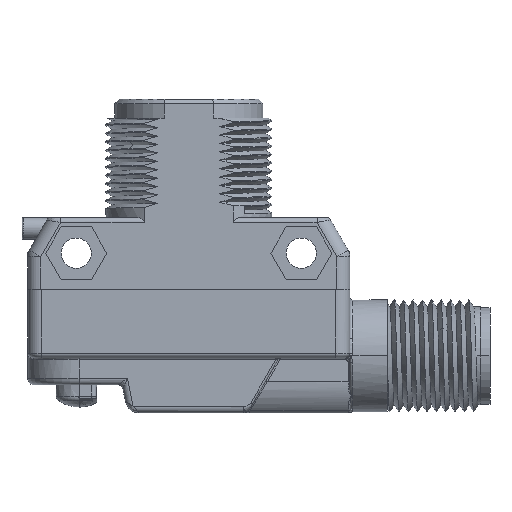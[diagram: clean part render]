
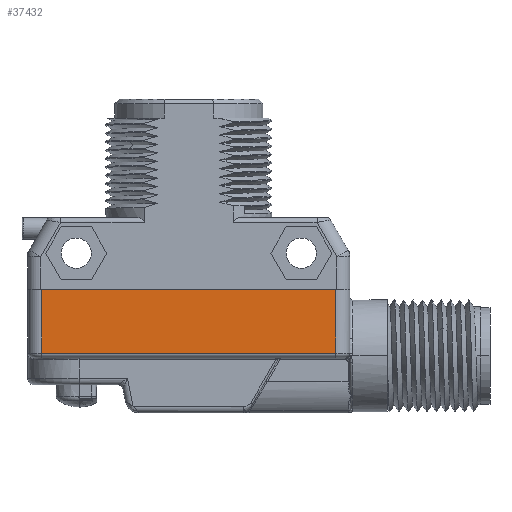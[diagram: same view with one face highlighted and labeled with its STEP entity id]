
A CAD part, left-side view. The second image highlights one B-rep face of the part: STEP entity #37432.
In plain terms, the highlighted planar face has unit normal (-1, 0, 0).
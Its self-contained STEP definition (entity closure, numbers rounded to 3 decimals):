
#31226=DIRECTION('',(0.,1.,0.));
#31227=VECTOR('',#31226,31.5);
#31228=CARTESIAN_POINT('',(-7.5,1.5,0.));
#31229=LINE('',#31228,#31227);
#31266=DIRECTION('',(0.,0.,1.));
#31267=VECTOR('',#31266,6.8);
#31268=CARTESIAN_POINT('',(-7.5,33.,-6.8));
#31269=LINE('',#31268,#31267);
#31279=DIRECTION('',(0.,0.,-1.));
#31280=VECTOR('',#31279,6.8);
#31281=CARTESIAN_POINT('',(-7.5,1.5,0.));
#31282=LINE('',#31281,#31280);
#35293=DIRECTION('',(0.,-1.,0.));
#35294=VECTOR('',#35293,31.5);
#35295=CARTESIAN_POINT('',(-7.5,33.,-6.8));
#35296=LINE('',#35295,#35294);
#35339=CARTESIAN_POINT('',(-7.5,33.,0.));
#35341=VERTEX_POINT('',#35339);
#35346=CARTESIAN_POINT('',(-7.5,1.5,0.));
#35347=VERTEX_POINT('',#35346);
#35422=CARTESIAN_POINT('',(-7.5,33.,-6.8));
#35423=VERTEX_POINT('',#35422);
#35426=CARTESIAN_POINT('',(-7.5,1.5,-6.8));
#35427=VERTEX_POINT('',#35426);
#37419=CARTESIAN_POINT('',(-7.5,0.,-13.2));
#37420=DIRECTION('',(-1.,0.,0.));
#37421=DIRECTION('',(0.,0.,1.));
#37422=AXIS2_PLACEMENT_3D('',#37419,#37420,#37421);
#37423=PLANE('',#37422);
#37424=ORIENTED_EDGE('',*,*,#37410,.T.);
#37425=ORIENTED_EDGE('',*,*,#37382,.F.);
#37427=ORIENTED_EDGE('',*,*,#37426,.T.);
#37429=ORIENTED_EDGE('',*,*,#37428,.F.);
#37430=EDGE_LOOP('',(#37424,#37425,#37427,#37429));
#37431=FACE_OUTER_BOUND('',#37430,.F.);
#37432=ADVANCED_FACE('',(#37431),#37423,.T.);
#37382=EDGE_CURVE('',#35347,#35341,#31229,.T.);
#37410=EDGE_CURVE('',#35423,#35341,#31269,.T.);
#37426=EDGE_CURVE('',#35347,#35427,#31282,.T.);
#37428=EDGE_CURVE('',#35423,#35427,#35296,.T.);
